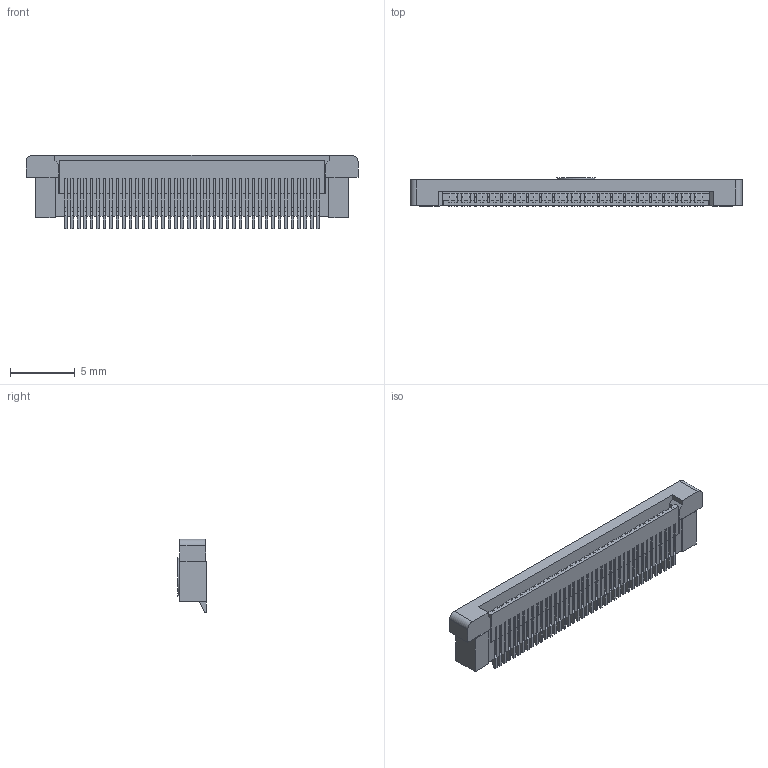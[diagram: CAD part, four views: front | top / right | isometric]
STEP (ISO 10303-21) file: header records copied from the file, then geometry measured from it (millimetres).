
FILE_DESCRIPTION(/* description */ ('STEP AP214'),/* implementation_level */ '2;1');
FILE_NAME(/* name */ 'ZF5S-40-01-T-WT-K',/* time_stamp */ '2025-05-02T10:02:45+02:00',/* author */ ('License CC BY-ND 4.0'),/* organization */ ('CADENAS'),/* preprocessor_version */ 'ST-DEVELOPER v19.3',/* originating_system */ 'PARTsolutions',/* authorisation */ ' ');
FILE_SCHEMA (('AUTOMOTIVE_DESIGN { 1 0 10303 214 3 1 1 }','AUTOMOTIVE_DESIGN {1 0 10303 214 3 1 1}'));
Length unit declared in the file: millimetre
Products named in the file (4): ZF5S-40-01-T-WT-K; ZF5S-40-01-WT_socket; C-297-40-01_pins; K-DOT-.118-.219-.005_polyamide_pick
Assembly tree (3 placements, depth 2):
  ZF5S-40-01-T-WT-K
    ZF5S-40-01-WT_socket
    C-297-40-01_pins
    K-DOT-.118-.219-.005_polyamide_pick
Bounding box: 25.65 x 2.21 x 5.67 mm (x, y, z)
Volume: 220.8 mm3; surface area: 1101 mm2
Topology: 3 solids, 3 shells, 1458 faces, 4346 edges, 2894 vertices
Faces by surface type: plane 1335, cylinder 123
Full cylindrical faces by diameter (mm): 3 x1
Entity records: 52744 total; most frequent: CARTESIAN_POINT 8701, ORIENTED_EDGE 8690, DIRECTION 7515, EDGE_CURVE 4345, LINE 4099, VECTOR 4099, VERTEX_POINT 2894, AXIS2_PLACEMENT_3D 1708
